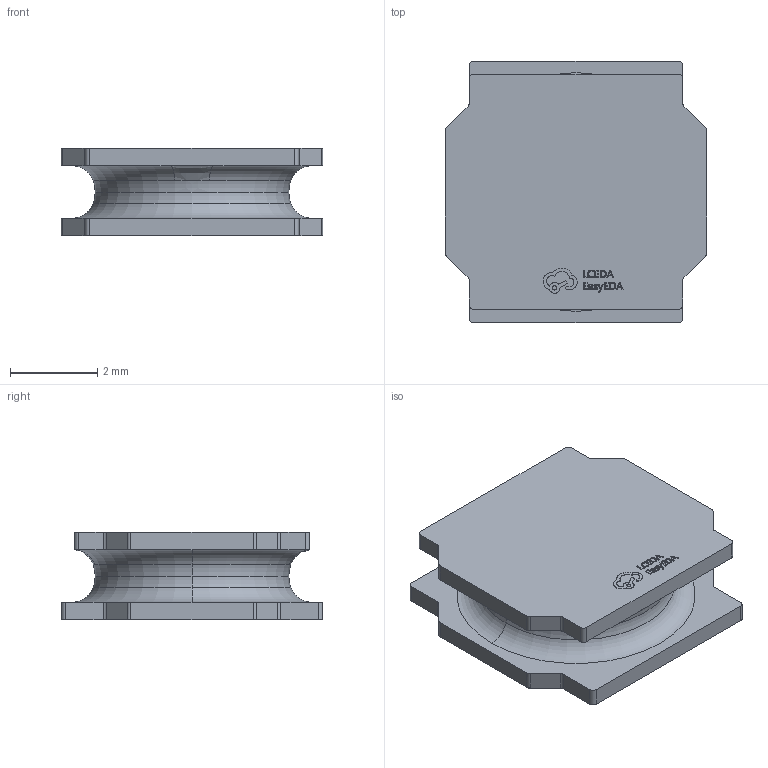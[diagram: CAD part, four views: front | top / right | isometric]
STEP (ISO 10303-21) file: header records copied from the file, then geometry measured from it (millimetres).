
FILE_DESCRIPTION (( 'STEP AP214' ), '1' );
FILE_NAME ('IND-SMD_L6.0-W6.0-H2.0_SMNR6020.step', '2024-01-04T03:30:36', ( '' ), ( '' ), 'SwSTEP 2.0', 'SolidWorks 2020', '' );
FILE_SCHEMA (( 'AUTOMOTIVE_DESIGN' ));
Length unit declared in the file: millimetre
Products named in the file (1): IND-SMD_L6.0-W6.0-H2.0_SMNR6020
Bounding box: 6 x 6 x 2.02 mm (x, y, z)
Volume: 46 mm3; surface area: 124.3 mm2
Topology: 1 solids, 1 shells, 293 faces, 803 edges, 532 vertices
Faces by surface type: plane 159, bspline 100, cylinder 24, torus 10
Entity records: 13056 total; most frequent: CARTESIAN_POINT 2979, ORIENTED_EDGE 1606, DIRECTION 1067, EDGE_CURVE 803, VERTEX_POINT 532, VECTOR 523, LINE 523, EDGE_LOOP 313
